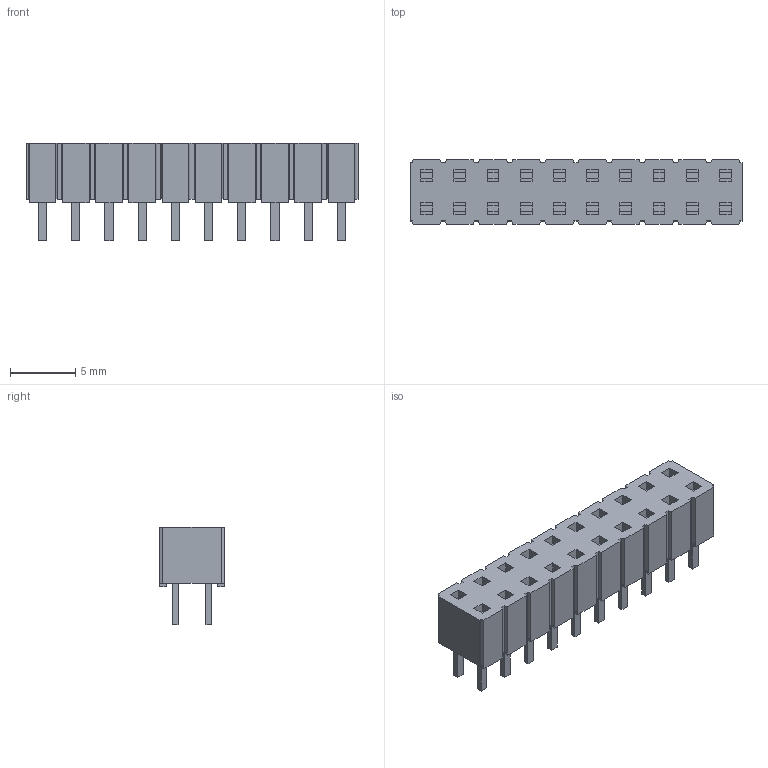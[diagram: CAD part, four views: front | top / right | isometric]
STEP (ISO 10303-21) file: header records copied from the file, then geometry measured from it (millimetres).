
FILE_DESCRIPTION(/* description */ (''),/* implementation_level */ '2;1');
FILE_NAME(/* name */ 'SAMTEC_SLW-110-01-G-D.stp',/* time_stamp */ '2017-07-18T08:06:23+02:00',/* author */ ('jchouvet'),/* organization */ (''),/* preprocessor_version */ 'ST-DEVELOPER v16.1',/* originating_system */ 'AutoCAD Mechanical',/* authorisation */ ' ');
FILE_SCHEMA (('AUTOMOTIVE_DESIGN { 1 0 10303 214 3 1 1 }'));
Length unit declared in the file: millimetre
Products named in the file (1): Product
Bounding box: 25.4 x 4.95 x 7.49 mm (x, y, z)
Volume: 789.1 mm3; surface area: 1545.5 mm2
Topology: 22 solids, 22 shells, 492 faces, 1184 edges, 776 vertices
Faces by surface type: plane 492
Entity records: 13974 total; most frequent: CARTESIAN_POINT 2453, ORIENTED_EDGE 2368, DIRECTION 2170, LINE 1184, VECTOR 1184, EDGE_CURVE 1184, VERTEX_POINT 776, EDGE_LOOP 532
